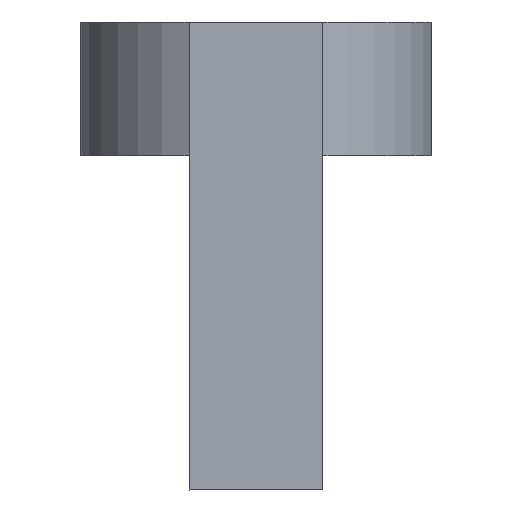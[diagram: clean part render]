
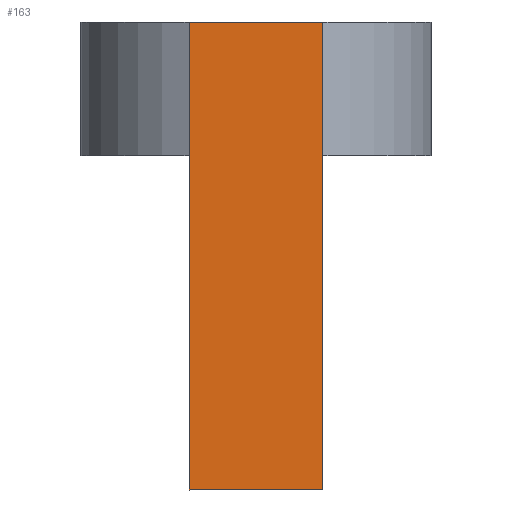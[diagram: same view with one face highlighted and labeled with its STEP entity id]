
A CAD part, front view. The second image highlights one B-rep face of the part: STEP entity #163.
In plain terms, the highlighted planar face has unit normal (0, -1, 0).
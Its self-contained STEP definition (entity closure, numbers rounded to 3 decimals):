
#30=FACE_OUTER_BOUND('',#39,.T.);
#39=EDGE_LOOP('',(#129,#130,#131,#132));
#50=LINE('',#256,#65);
#53=LINE('',#266,#68);
#56=LINE('',#276,#71);
#57=LINE('',#277,#72);
#65=VECTOR('',#205,10.);
#68=VECTOR('',#216,10.);
#71=VECTOR('',#227,10.);
#72=VECTOR('',#228,10.);
#80=VERTEX_POINT('',#253);
#81=VERTEX_POINT('',#255);
#84=VERTEX_POINT('',#265);
#87=VERTEX_POINT('',#275);
#94=EDGE_CURVE('',#80,#81,#50,.T.);
#99=EDGE_CURVE('',#81,#84,#53,.T.);
#104=EDGE_CURVE('',#80,#87,#56,.T.);
#105=EDGE_CURVE('',#87,#84,#57,.F.);
#129=ORIENTED_EDGE('',*,*,#94,.F.);
#130=ORIENTED_EDGE('',*,*,#104,.T.);
#131=ORIENTED_EDGE('',*,*,#105,.T.);
#132=ORIENTED_EDGE('',*,*,#99,.F.);
#155=PLANE('',#190);
#163=ADVANCED_FACE('',(#30),#155,.T.);
#190=AXIS2_PLACEMENT_3D('',#274,#225,#226);
#205=DIRECTION('',(0.,0.,-1.));
#216=DIRECTION('',(-1.,0.,0.));
#225=DIRECTION('center_axis',(0.,-1.,0.));
#226=DIRECTION('ref_axis',(0.,0.,-1.));
#227=DIRECTION('',(-1.,0.,0.));
#228=DIRECTION('',(0.,0.,1.));
#253=CARTESIAN_POINT('',(15.27,5.555,7.342));
#255=CARTESIAN_POINT('',(15.27,5.555,0.342));
#256=CARTESIAN_POINT('',(15.27,5.555,5.342));
#265=CARTESIAN_POINT('',(13.27,5.555,0.342));
#266=CARTESIAN_POINT('',(16.27,5.555,0.342));
#274=CARTESIAN_POINT('Origin',(12.27,5.555,5.342));
#275=CARTESIAN_POINT('',(13.27,5.555,7.342));
#276=CARTESIAN_POINT('',(9.069,5.555,7.342));
#277=CARTESIAN_POINT('',(13.27,5.555,5.342));
